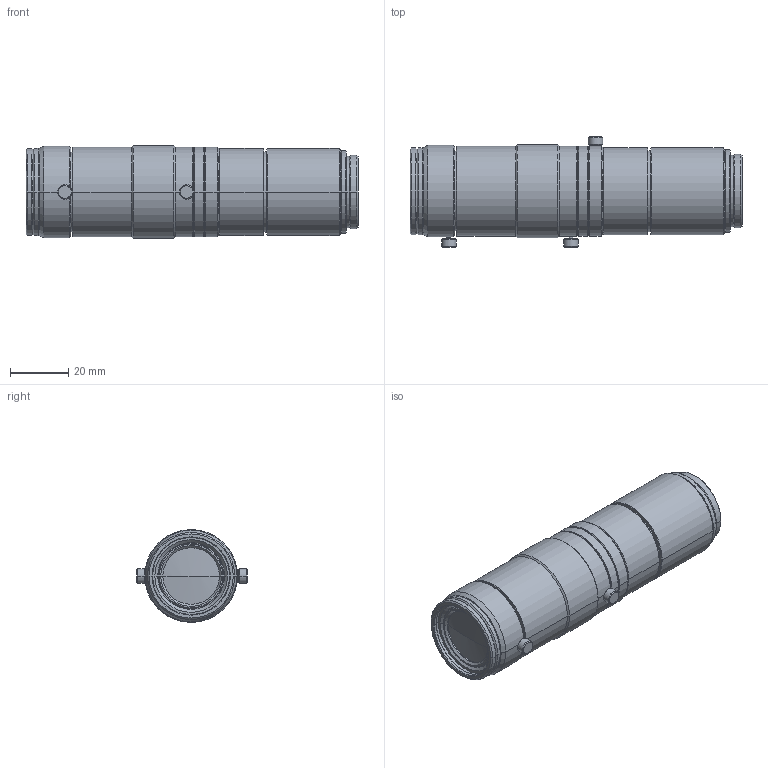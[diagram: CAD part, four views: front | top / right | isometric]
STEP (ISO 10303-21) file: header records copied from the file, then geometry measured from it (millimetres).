
FILE_DESCRIPTION (( 'STEP AP203' ), '1' );
FILE_NAME ('Z0108N.STEP', '2020-07-14T01:29:01', ( '' ), ( '' ), 'SwSTEP 2.0', 'SolidWorks 2020', '' );
FILE_SCHEMA (( 'CONFIG_CONTROL_DESIGN' ));
Length unit declared in the file: millimetre
Products named in the file (1): Z0108N
Bounding box: 114.4 x 38.2 x 32 mm (x, y, z)
Volume: 78387.2 mm3; surface area: 15305 mm2
Topology: 1 solids, 1 shells, 170 faces, 341 edges, 197 vertices
Faces by surface type: cone 74, cylinder 66, plane 28, sphere 2
Entity records: 4540 total; most frequent: DIRECTION 869, CARTESIAN_POINT 795, ORIENTED_EDGE 682, AXIS2_PLACEMENT_3D 363, EDGE_CURVE 341, VERTEX_POINT 197, EDGE_LOOP 194, CIRCLE 192
